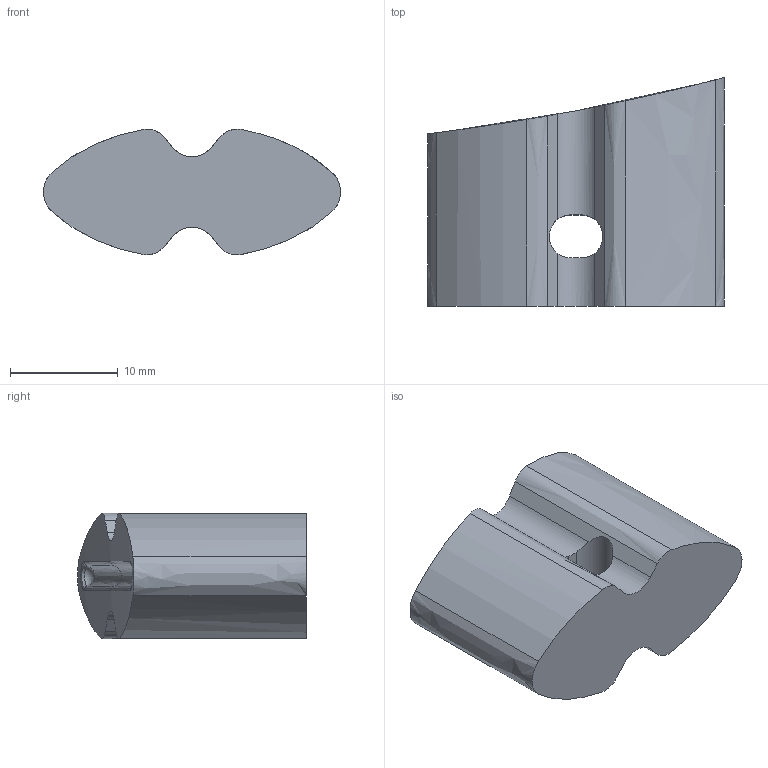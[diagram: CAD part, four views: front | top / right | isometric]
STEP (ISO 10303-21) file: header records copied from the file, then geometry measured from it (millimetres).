
FILE_DESCRIPTION(/* description */ (''),/* implementation_level */ '2;1');
FILE_NAME(/* name */ '09-05-22 Male Cutter Tool.step',/* time_stamp */ '2022-05-09T09:14:04+02:00',/* author */ (''),/* organization */ (''),/* preprocessor_version */ 'ST-DEVELOPER v18.1',/* originating_system */ 'Autodesk Translation Framework v10.14.0.1471',/* authorisation */ '');
FILE_SCHEMA (('AUTOMOTIVE_DESIGN { 1 0 10303 214 3 1 1 }'));
Length unit declared in the file: millimetre
Products named in the file (2): Metal tool new V1.2 Mods; Male tool Metal
Assembly tree (1 placements, depth 2):
  Metal tool new V1.2 Mods
    Male tool Metal
Bounding box: 27.62 x 21.29 x 11.7 mm (x, y, z)
Volume: 4130.9 mm3; surface area: 1825.9 mm2
Topology: 1 solids, 1 shells, 34 faces, 97 edges, 60 vertices
Faces by surface type: bspline 18, cylinder 7, plane 7, sphere 2
Entity records: 2032 total; most frequent: CARTESIAN_POINT 1257, ORIENTED_EDGE 186, EDGE_CURVE 93, DIRECTION 86, B_SPLINE_CURVE_WITH_KNOTS 61, VERTEX_POINT 60, EDGE_LOOP 35, AXIS2_PLACEMENT_3D 35
